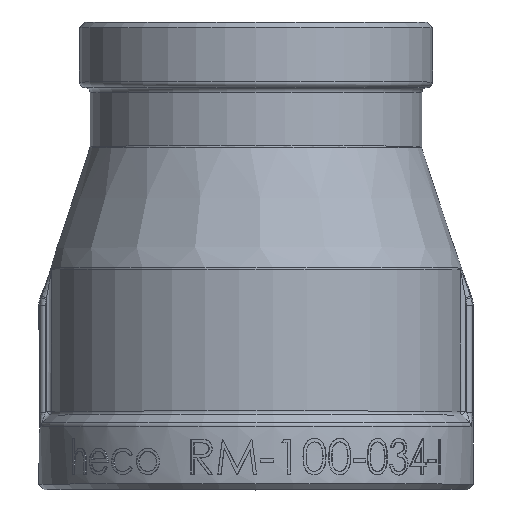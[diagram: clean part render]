
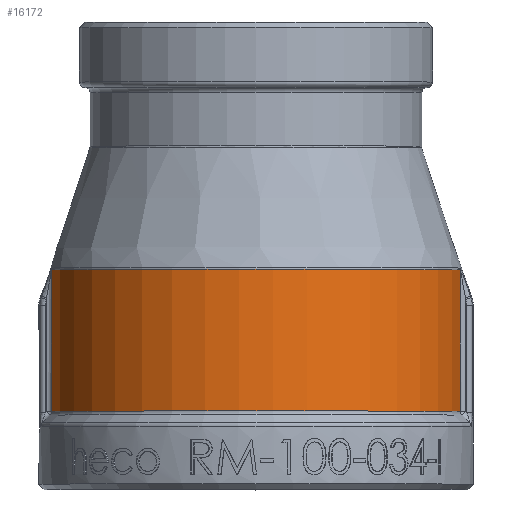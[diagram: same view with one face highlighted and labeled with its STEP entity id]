
A CAD part, top view. The second image highlights one B-rep face of the part: STEP entity #16172.
In plain terms, the highlighted cylindrical face has radius 19 mm (diameter 38 mm), a partial arc.
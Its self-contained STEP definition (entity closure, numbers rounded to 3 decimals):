
#30 = AXIS2_PLACEMENT_3D ( 'NONE', #1738, #1737, #1736 ) ;
#431 = CIRCLE ( 'NONE', #5239, 19. ) ;
#1736 = DIRECTION ( 'NONE',  ( 1., 0., 0. ) ) ;
#1737 = DIRECTION ( 'NONE',  ( 0., -1., 0. ) ) ;
#1738 = CARTESIAN_POINT ( 'NONE',  ( 0., -7.845, 0. ) ) ;
#3256 = CARTESIAN_POINT ( 'NONE',  ( -18.774, -14.293, 2.923 ) ) ;
#3258 = CARTESIAN_POINT ( 'NONE',  ( 18.774, -14.293, 2.923 ) ) ;
#3260 = CARTESIAN_POINT ( 'NONE',  ( 18.774, -1.272, 2.923 ) ) ;
#3311 = CARTESIAN_POINT ( 'NONE',  ( -18.774, -1.272, 2.923 ) ) ;
#4454 = FACE_OUTER_BOUND ( 'NONE', #12927, .T. ) ;
#4499 = CYLINDRICAL_SURFACE ( 'NONE', #30, 19. ) ;
#5212 = AXIS2_PLACEMENT_3D ( 'NONE', #9217, #9216, #9219 ) ;
#5239 = AXIS2_PLACEMENT_3D ( 'NONE', #8103, #8101, #8102 ) ;
#6886 = EDGE_CURVE ( 'NONE', #12645, #12642, #14040, .T. ) ;
#7196 = EDGE_CURVE ( 'NONE', #12641, #12660, #10307, .T. ) ;
#7210 = EDGE_CURVE ( 'NONE', #12642, #12641, #10295, .T. ) ;
#8101 = DIRECTION ( 'NONE',  ( 0., 1., 0. ) ) ;
#8102 = DIRECTION ( 'NONE',  ( 0., 0., 1. ) ) ;
#8103 = CARTESIAN_POINT ( 'NONE',  ( 0., -1.272, 0. ) ) ;
#8801 = CARTESIAN_POINT ( 'NONE',  ( -18.774, -7.845, 2.923 ) ) ;
#8802 = DIRECTION ( 'NONE',  ( 0., 1., 0. ) ) ;
#9216 = DIRECTION ( 'NONE',  ( 0., -1., 0. ) ) ;
#9217 = CARTESIAN_POINT ( 'NONE',  ( 0., -14.293, 0. ) ) ;
#9219 = DIRECTION ( 'NONE',  ( -1., 0., 0. ) ) ;
#10295 = CIRCLE ( 'NONE', #5212, 19. ) ;
#10304 = VECTOR ( 'NONE', #8802, 1000. ) ;
#10307 = LINE ( 'NONE', #8801, #10304 ) ;
#11189 = CARTESIAN_POINT ( 'NONE',  ( 18.774, -7.845, 2.923 ) ) ;
#11190 = DIRECTION ( 'NONE',  ( 0., -1., 0. ) ) ;
#12256 = ORIENTED_EDGE ( 'NONE', *, *, #14298, .F. ) ;
#12641 = VERTEX_POINT ( 'NONE', #3256 ) ;
#12642 = VERTEX_POINT ( 'NONE', #3258 ) ;
#12645 = VERTEX_POINT ( 'NONE', #3260 ) ;
#12660 = VERTEX_POINT ( 'NONE', #3311 ) ;
#12927 = EDGE_LOOP ( 'NONE', ( #12256, #13318, #13317, #13199 ) ) ;
#13199 = ORIENTED_EDGE ( 'NONE', *, *, #6886, .F. ) ;
#13317 = ORIENTED_EDGE ( 'NONE', *, *, #7210, .F. ) ;
#13318 = ORIENTED_EDGE ( 'NONE', *, *, #7196, .F. ) ;
#14040 = LINE ( 'NONE', #11189, #14127 ) ;
#14127 = VECTOR ( 'NONE', #11190, 1000. ) ;
#14298 = EDGE_CURVE ( 'NONE', #12660, #12645, #431, .T. ) ;
#16172 = ADVANCED_FACE ( 'NONE', ( #4454 ), #4499, .T. ) ;
